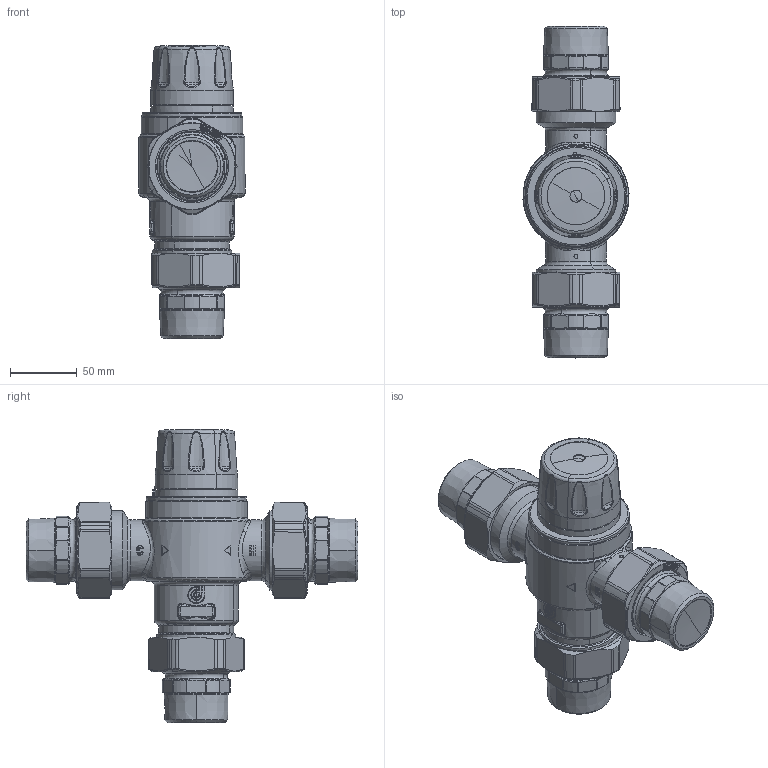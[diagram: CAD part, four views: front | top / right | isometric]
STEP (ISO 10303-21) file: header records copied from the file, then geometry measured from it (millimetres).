
FILE_DESCRIPTION(('CATIA V5 STEP Exchange','CAx-IF Rec.Pracs.--- Model Styling and Organization---1.4--- 2014-01-23','CAx-IF Rec.Pracs.---3D Tessellated Data Validation Properties---0.5---2014-09-14'),'2;1');
FILE_NAME('STEP_523180_-_TST.stp','2020-10-09T12:19:36+00:00',('none'),('none'),'CATIA Version 5-6 Release 2019 SP3','CATIA V5 STEP AP242 v1','none');
FILE_SCHEMA(('AP242_MANAGED_MODEL_BASED_3D_ENGINEERING_MIM_LF {1 0 10303 442 1 1 4}'));
Products named in the file (1): 523180 - TST
Bounding box: 79.39 x 248.5 x 219.57 mm (x, y, z)
Volume: 1147389.7 mm3; surface area: 105672.9 mm2
Topology: 1 solids, 6 shells, 2676 faces, 6255 edges, 3478 vertices
Faces by surface type: bspline 833, cylinder 641, torus 437, cone 355, plane 307, sphere 101, revolution 2
Entity records: 119150 total; most frequent: CARTESIAN_POINT 68802, ORIENTED_EDGE 12178, DIRECTION 6671, EDGE_CURVE 6089, AXIS2_PLACEMENT_3D 3668, VERTEX_POINT 3478, EDGE_LOOP 2737, ADVANCED_FACE 2676
